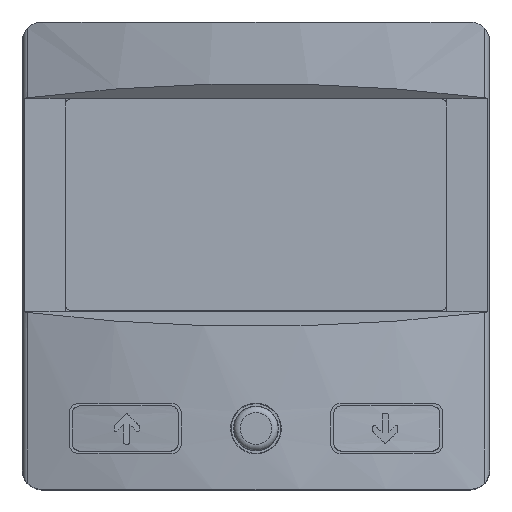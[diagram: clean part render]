
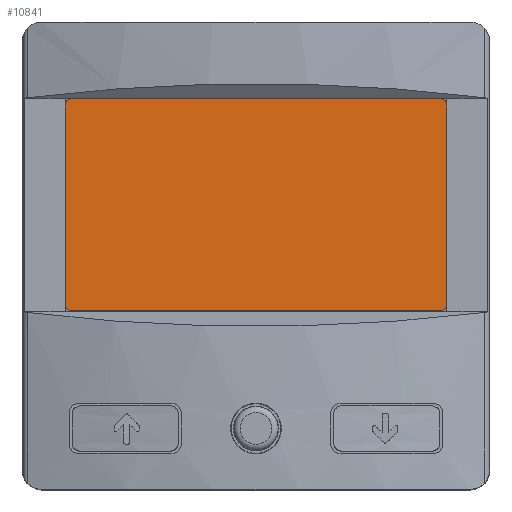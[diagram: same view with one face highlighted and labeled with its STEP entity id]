
A CAD part, top view. The second image highlights one B-rep face of the part: STEP entity #10841.
In plain terms, the highlighted planar face has unit normal (0, 0, 1).
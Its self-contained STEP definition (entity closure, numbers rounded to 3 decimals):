
#205=CIRCLE('',#11352,0.4);
#206=CIRCLE('',#11355,0.4);
#207=CIRCLE('',#11358,0.4);
#208=CIRCLE('',#11361,0.4);
#828=ORIENTED_EDGE('',*,*,#2933,.T.);
#829=ORIENTED_EDGE('',*,*,#2936,.T.);
#830=ORIENTED_EDGE('',*,*,#2938,.T.);
#831=ORIENTED_EDGE('',*,*,#2940,.T.);
#832=ORIENTED_EDGE('',*,*,#2942,.T.);
#833=ORIENTED_EDGE('',*,*,#2944,.T.);
#834=ORIENTED_EDGE('',*,*,#2946,.T.);
#835=ORIENTED_EDGE('',*,*,#2947,.T.);
#2933=EDGE_CURVE('',#4007,#4006,#4713,.T.);
#2936=EDGE_CURVE('',#4006,#4008,#205,.T.);
#2938=EDGE_CURVE('',#4008,#4009,#4717,.T.);
#2940=EDGE_CURVE('',#4009,#4010,#206,.T.);
#2942=EDGE_CURVE('',#4010,#4011,#4720,.T.);
#2944=EDGE_CURVE('',#4011,#4012,#207,.T.);
#2946=EDGE_CURVE('',#4012,#4013,#4723,.T.);
#2947=EDGE_CURVE('',#4013,#4007,#208,.T.);
#4006=VERTEX_POINT('',#14908);
#4007=VERTEX_POINT('',#14910);
#4008=VERTEX_POINT('',#14914);
#4009=VERTEX_POINT('',#14918);
#4010=VERTEX_POINT('',#14922);
#4011=VERTEX_POINT('',#14926);
#4012=VERTEX_POINT('',#14930);
#4013=VERTEX_POINT('',#14934);
#4713=LINE('',#14909,#5670);
#4717=LINE('',#14919,#5674);
#4720=LINE('',#14927,#5677);
#4723=LINE('',#14935,#5680);
#5670=VECTOR('',#12359,1000.);
#5674=VECTOR('',#12369,1000.);
#5677=VECTOR('',#12378,1000.);
#5680=VECTOR('',#12387,1000.);
#6397=EDGE_LOOP('',(#828,#829,#830,#831,#832,#833,#834,#835));
#6940=FACE_BOUND('',#6397,.T.);
#7400=PLANE('',#11362);
#10841=ADVANCED_FACE('',(#6940),#7400,.T.);
#11352=AXIS2_PLACEMENT_3D('',#14915,#12364,#12365);
#11355=AXIS2_PLACEMENT_3D('',#14923,#12373,#12374);
#11358=AXIS2_PLACEMENT_3D('',#14931,#12382,#12383);
#11361=AXIS2_PLACEMENT_3D('',#14937,#12390,#12391);
#11362=AXIS2_PLACEMENT_3D('',#14938,#12392,#12393);
#12359=DIRECTION('',(0.,-1.,0.));
#12364=DIRECTION('',(0.,0.,1.));
#12365=DIRECTION('',(1.,0.,0.));
#12369=DIRECTION('',(1.,0.,0.));
#12373=DIRECTION('',(0.,0.,1.));
#12374=DIRECTION('',(1.,0.,0.));
#12378=DIRECTION('',(0.,1.,0.));
#12382=DIRECTION('',(0.,0.,1.));
#12383=DIRECTION('',(1.,0.,0.));
#12387=DIRECTION('',(-1.,0.,0.));
#12390=DIRECTION('',(0.,0.,1.));
#12391=DIRECTION('',(1.,0.,0.));
#12392=DIRECTION('',(0.,0.,1.));
#12393=DIRECTION('',(1.,0.,0.));
#14908=CARTESIAN_POINT('',(-12.25,-3.125,25.5));
#14909=CARTESIAN_POINT('',(-12.25,9.675,25.5));
#14910=CARTESIAN_POINT('',(-12.25,9.675,25.5));
#14914=CARTESIAN_POINT('',(-11.85,-3.525,25.5));
#14915=CARTESIAN_POINT('',(-11.85,-3.125,25.5));
#14918=CARTESIAN_POINT('',(11.85,-3.525,25.5));
#14919=CARTESIAN_POINT('',(-11.85,-3.525,25.5));
#14922=CARTESIAN_POINT('',(12.25,-3.125,25.5));
#14923=CARTESIAN_POINT('',(11.85,-3.125,25.5));
#14926=CARTESIAN_POINT('',(12.25,9.675,25.5));
#14927=CARTESIAN_POINT('',(12.25,-3.125,25.5));
#14930=CARTESIAN_POINT('',(11.85,10.075,25.5));
#14931=CARTESIAN_POINT('',(11.85,9.675,25.5));
#14934=CARTESIAN_POINT('',(-11.85,10.075,25.5));
#14935=CARTESIAN_POINT('',(11.85,10.075,25.5));
#14937=CARTESIAN_POINT('',(-11.85,9.675,25.5));
#14938=CARTESIAN_POINT('',(-11.85,-3.125,25.5));
